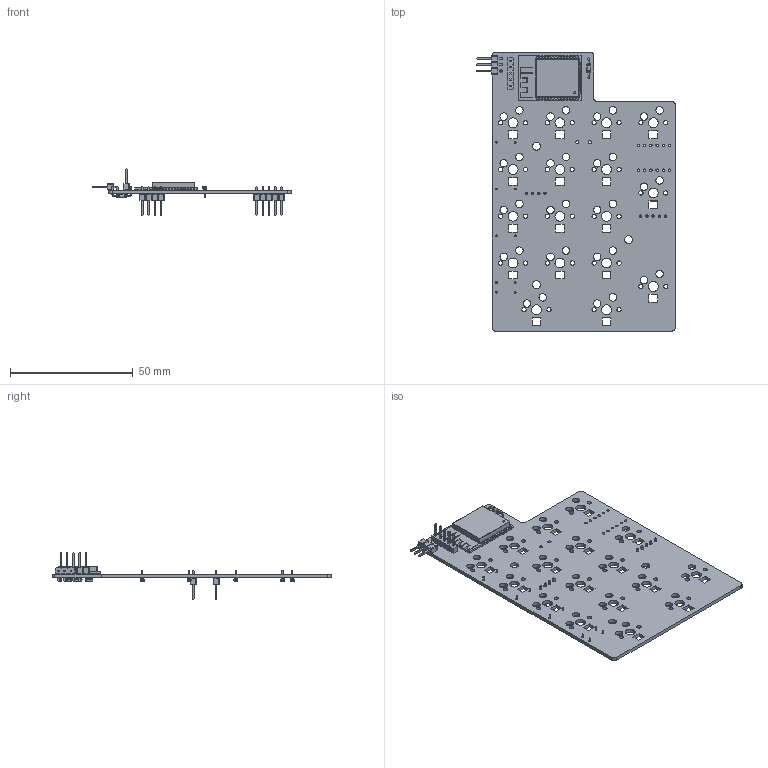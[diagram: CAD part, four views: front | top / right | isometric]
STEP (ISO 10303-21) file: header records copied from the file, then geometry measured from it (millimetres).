
FILE_DESCRIPTION(('KiCad electronic assembly'),'2;1');
FILE_NAME('numpad_PCB_V1.step','2024-09-03T17:55:09',('Pcbnew'),('Kicad' ),'Open CASCADE STEP processor 7.6','KiCad to STEP converter', 'Unknown');
FILE_SCHEMA(('AUTOMOTIVE_DESIGN { 1 0 10303 214 1 1 1 1 }'));
Length unit declared in the file: millimetre
Products named in the file (8): numpad_PCB_V1 1; R_Axial_DIN0204_L3.6mm_D1.6mm_P7.62mm_Horizontal; PinHeader_1x03_P2.54mm_Horizontal; PinHeader_1x05_P2.54mm_Vertical; ESP32-WROOM-32; CP_EIA-3528-12_Kemet-T; PinHeader_1x04_P2.54mm_Vertical; numpad_PCB
Assembly tree (15 placements, depth 2):
  numpad_PCB_V1 1
    R_Axial_DIN0204_L3.6mm_D1.6mm_P7.62mm_Horizontal  x6
    PinHeader_1x03_P2.54mm_Horizontal
    PinHeader_1x05_P2.54mm_Vertical  x2
    ESP32-WROOM-32
    CP_EIA-3528-12_Kemet-T  x3
    PinHeader_1x04_P2.54mm_Vertical
    numpad_PCB
Bounding box: 80.94 x 113.5 x 18.76 mm (x, y, z)
Volume: 11993 mm3; surface area: 18673.6 mm2
Topology: 15 solids, 16 shells, 1627 faces, 4122 edges, 2590 vertices
Faces by surface type: plane 1294, cylinder 281, torus 24, bspline 24, sphere 4
Full cylindrical faces by diameter (mm): 0.5 x24, 0.7 x12, 0.8 x2, 1 x17, 1.016 x12, 1.3 x2, 1.44 x6, 1.6 x12, 1.75 x34, 3 x1, 3.05 x34, 3.217 x3, 4 x17
Entity records: 41614 total; most frequent: CARTESIAN_POINT 7663, ORIENTED_EDGE 6958, DIRECTION 6861, EDGE_CURVE 3479, LINE 2745, VECTOR 2745, VERTEX_POINT 2190, AXIS2_PLACEMENT_3D 2058
